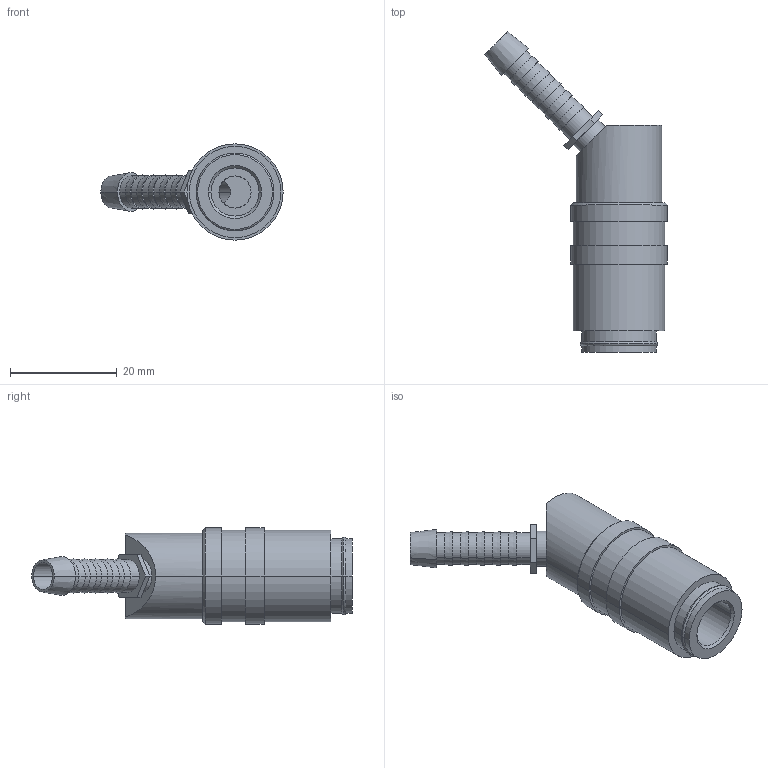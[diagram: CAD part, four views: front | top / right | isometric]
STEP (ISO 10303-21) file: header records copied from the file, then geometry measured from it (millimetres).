
FILE_DESCRIPTION(('STEP AP214'),'1');
FILE_NAME('eshm_6_tl-45ab.stp','2020-04-22T06:05:44',('TraceParts'),('TraceParts S.A.'),'Spatial InterOp 3D',' ',' ');
FILE_SCHEMA(('automotive_design'));
Length unit declared in the file: millimetre
Products named in the file (1): 1
Bounding box: 34.1 x 60 x 18 mm (x, y, z)
Volume: 7661.3 mm3; surface area: 4594 mm2
Topology: 1 solids, 1 shells, 79 faces, 165 edges, 103 vertices
Faces by surface type: cylinder 34, plane 25, cone 16, torus 4
Entity records: 2879 total; most frequent: CARTESIAN_POINT 454, DIRECTION 417, ORIENTED_EDGE 330, AXIS2_PLACEMENT_3D 174, EDGE_CURVE 165, VERTEX_POINT 103, EDGE_LOOP 96, CIRCLE 90
